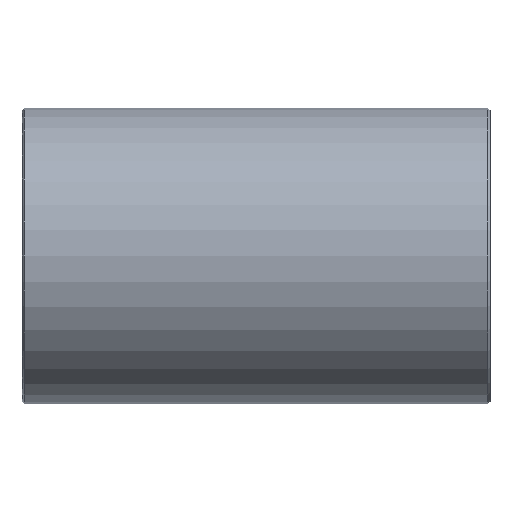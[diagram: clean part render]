
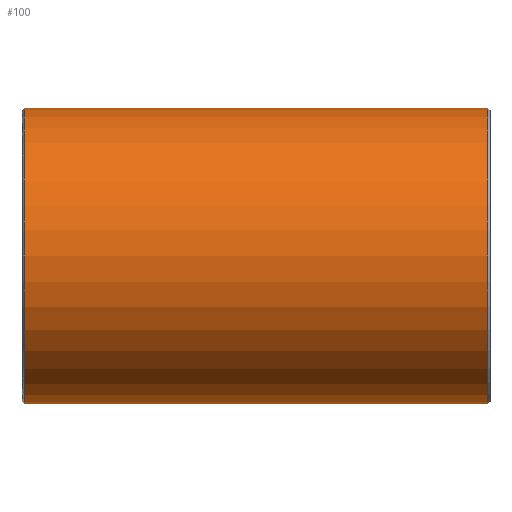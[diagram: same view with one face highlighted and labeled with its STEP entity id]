
A CAD part, front view. The second image highlights one B-rep face of the part: STEP entity #100.
In plain terms, the highlighted cylindrical face has radius 136.525 mm (diameter 273.05 mm), a partial arc.
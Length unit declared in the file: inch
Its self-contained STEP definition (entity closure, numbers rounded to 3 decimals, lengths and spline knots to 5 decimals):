
#6 = DIRECTION ( 'NONE',  ( -1., 0., 0. ) ) ;
#11 = EDGE_CURVE ( 'NONE', #483, #496, #461, .T. ) ;
#21 = CARTESIAN_POINT ( 'NONE',  ( 8.5, 0., -5.375 ) ) ;
#34 = CARTESIAN_POINT ( 'NONE',  ( 0., 0., 5.375 ) ) ;
#48 = CARTESIAN_POINT ( 'NONE',  ( 8.5, 0., 5.375 ) ) ;
#53 = LINE ( 'NONE', #593, #500 ) ;
#87 = DIRECTION ( 'NONE',  ( 1., 0., 0. ) ) ;
#88 = VERTEX_POINT ( 'NONE', #249 ) ;
#100 = ADVANCED_FACE ( 'NONE', ( #328 ), #332, .T. ) ;
#105 = CARTESIAN_POINT ( 'NONE',  ( 0., 0., -5.375 ) ) ;
#133 = AXIS2_PLACEMENT_3D ( 'NONE', #274, #87, #317 ) ;
#136 = VERTEX_POINT ( 'NONE', #573 ) ;
#158 = EDGE_CURVE ( 'NONE', #483, #555, #247, .T. ) ;
#169 = ORIENTED_EDGE ( 'NONE', *, *, #572, .F. ) ;
#200 = LINE ( 'NONE', #423, #525 ) ;
#229 = VECTOR ( 'NONE', #523, 39.37008 ) ;
#233 = DIRECTION ( 'NONE',  ( -1., 0., 0. ) ) ;
#237 = VERTEX_POINT ( 'NONE', #34 ) ;
#247 = LINE ( 'NONE', #21, #229 ) ;
#248 = VECTOR ( 'NONE', #502, 39.37008 ) ;
#249 = CARTESIAN_POINT ( 'NONE',  ( -8.41667, 0., -5.375 ) ) ;
#254 = AXIS2_PLACEMENT_3D ( 'NONE', #451, #6, #450 ) ;
#264 = ORIENTED_EDGE ( 'NONE', *, *, #383, .T. ) ;
#270 = ORIENTED_EDGE ( 'NONE', *, *, #11, .T. ) ;
#274 = CARTESIAN_POINT ( 'NONE',  ( -8.41667, 0., 0. ) ) ;
#313 = CIRCLE ( 'NONE', #133, 5.375 ) ;
#317 = DIRECTION ( 'NONE',  ( 0., 0., 1. ) ) ;
#325 = CARTESIAN_POINT ( 'NONE',  ( 8.41667, 0., -5.375 ) ) ;
#328 = FACE_OUTER_BOUND ( 'NONE', #392, .T. ) ;
#332 = CYLINDRICAL_SURFACE ( 'NONE', #551, 5.375 ) ;
#344 = ORIENTED_EDGE ( 'NONE', *, *, #158, .F. ) ;
#359 = EDGE_CURVE ( 'NONE', #237, #136, #360, .T. ) ;
#360 = LINE ( 'NONE', #48, #248 ) ;
#373 = DIRECTION ( 'NONE',  ( 0., 0., 1. ) ) ;
#383 = EDGE_CURVE ( 'NONE', #136, #88, #313, .T. ) ;
#392 = EDGE_LOOP ( 'NONE', ( #344, #270, #416, #592, #264, #169 ) ) ;
#416 = ORIENTED_EDGE ( 'NONE', *, *, #454, .T. ) ;
#421 = CARTESIAN_POINT ( 'NONE',  ( 8.41667, 0., 5.375 ) ) ;
#423 = CARTESIAN_POINT ( 'NONE',  ( 8.5, 0., -5.375 ) ) ;
#430 = CARTESIAN_POINT ( 'NONE',  ( 8.5, 0., 0. ) ) ;
#450 = DIRECTION ( 'NONE',  ( 0., 0., -1. ) ) ;
#451 = CARTESIAN_POINT ( 'NONE',  ( 8.41667, 0., 0. ) ) ;
#454 = EDGE_CURVE ( 'NONE', #496, #237, #53, .T. ) ;
#461 = CIRCLE ( 'NONE', #254, 5.375 ) ;
#464 = DIRECTION ( 'NONE',  ( -1., 0., 0. ) ) ;
#483 = VERTEX_POINT ( 'NONE', #325 ) ;
#496 = VERTEX_POINT ( 'NONE', #421 ) ;
#500 = VECTOR ( 'NONE', #233, 39.37008 ) ;
#502 = DIRECTION ( 'NONE',  ( -1., 0., 0. ) ) ;
#513 = DIRECTION ( 'NONE',  ( -1., 0., 0. ) ) ;
#523 = DIRECTION ( 'NONE',  ( -1., 0., 0. ) ) ;
#525 = VECTOR ( 'NONE', #513, 39.37008 ) ;
#551 = AXIS2_PLACEMENT_3D ( 'NONE', #430, #464, #373 ) ;
#555 = VERTEX_POINT ( 'NONE', #105 ) ;
#572 = EDGE_CURVE ( 'NONE', #555, #88, #200, .T. ) ;
#573 = CARTESIAN_POINT ( 'NONE',  ( -8.41667, 0., 5.375 ) ) ;
#592 = ORIENTED_EDGE ( 'NONE', *, *, #359, .T. ) ;
#593 = CARTESIAN_POINT ( 'NONE',  ( 8.5, 0., 5.375 ) ) ;
